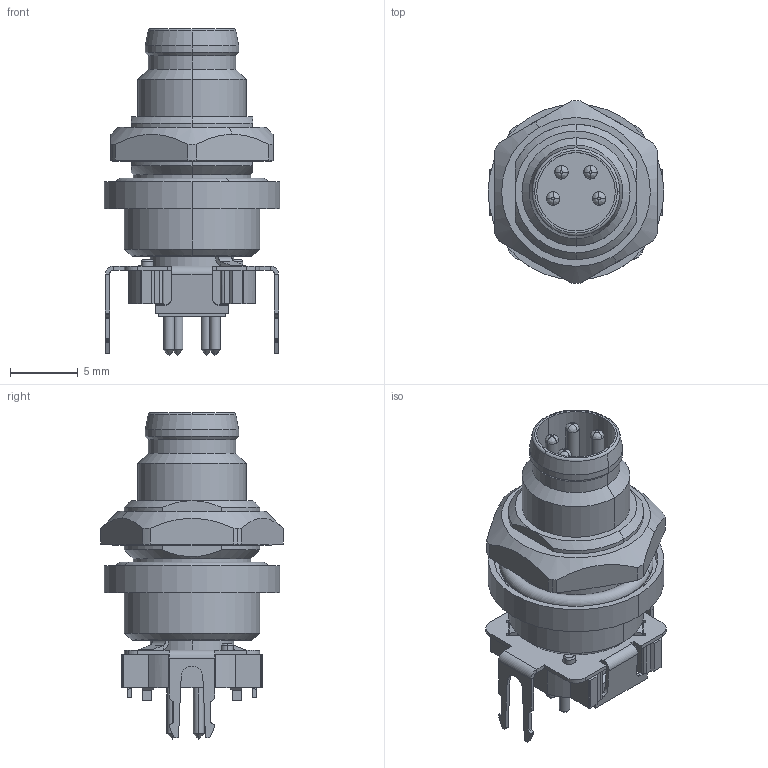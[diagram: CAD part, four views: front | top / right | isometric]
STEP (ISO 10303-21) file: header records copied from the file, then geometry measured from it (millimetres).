
FILE_DESCRIPTION(('CATIA V5R24 STEP','CAx-IF Rec.Pracs.--- Model Styling and Organization---1.2---2011-12-15'),'2;1');
FILE_NAME ('D1461905_0_2423640000_2423640000.stp','2017-08-29T12:19:14+00:00',('none'),('Weidmueller'),'CATIA Version 5-6 Release 2014 SP4 HF52','CATIA V5 STEP AP214','none');
FILE_SCHEMA(('AUTOMOTIVE_DESIGN { 1 0 10303 214 1 1 1 1 }'));
Length unit declared in the file: millimetre
Products named in the file (1): 2423640000
Bounding box: 13 x 13.5 x 24.15 mm (x, y, z)
Volume: 1386 mm3; surface area: 2181.1 mm2
Topology: 3 solids, 3 shells, 442 faces, 1175 edges, 748 vertices
Faces by surface type: plane 201, cylinder 187, cone 32, bspline 16, torus 6
Entity records: 14164 total; most frequent: CARTESIAN_POINT 3722, ORIENTED_EDGE 2334, DIRECTION 1813, EDGE_CURVE 1167, VERTEX_POINT 748, AXIS2_PLACEMENT_3D 720, VECTOR 682, LINE 682
